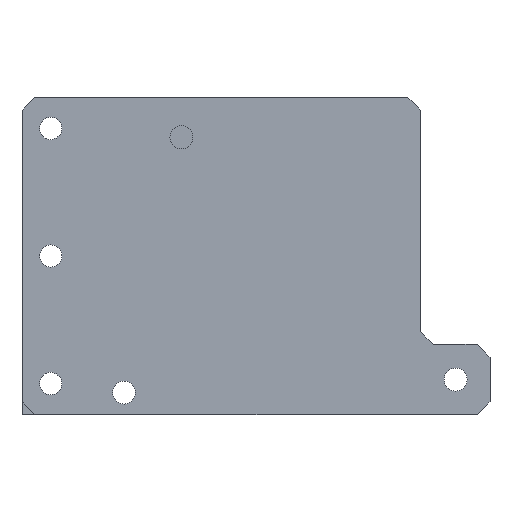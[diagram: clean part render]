
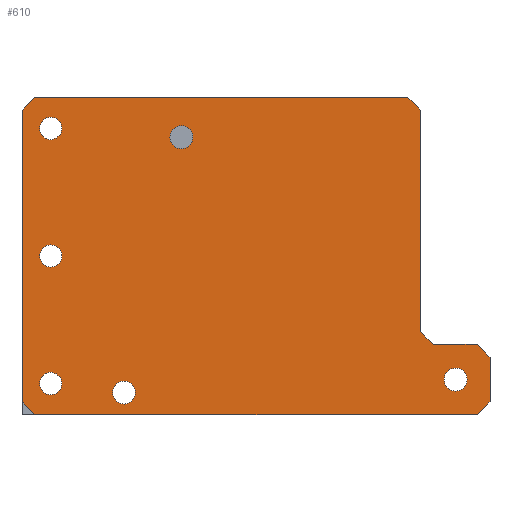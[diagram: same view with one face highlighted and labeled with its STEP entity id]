
A CAD part, left-side view. The second image highlights one B-rep face of the part: STEP entity #610.
In plain terms, the highlighted planar face has unit normal (-1, 0, 0).
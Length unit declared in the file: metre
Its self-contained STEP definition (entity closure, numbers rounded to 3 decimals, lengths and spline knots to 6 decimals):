
#610=ADVANCED_FACE('1058:31021',(#1411,#1412,#1413,#1414,#1415,#1416,#1417),#1418,.F.);
#1411=FACE_BOUND('',#2448,.T.);
#1412=FACE_BOUND('',#2449,.T.);
#1413=FACE_BOUND('',#2450,.T.);
#1414=FACE_BOUND('',#2451,.T.);
#1415=FACE_OUTER_BOUND('',#2452,.T.);
#1416=FACE_BOUND('',#2453,.T.);
#1417=FACE_BOUND('',#2454,.T.);
#1418=PLANE('',#2455);
#2448=EDGE_LOOP('',(#4715,#4716));
#2449=EDGE_LOOP('',(#4717,#4718));
#2450=EDGE_LOOP('',(#4719,#4720));
#2451=EDGE_LOOP('',(#4721,#4722));
#2452=EDGE_LOOP('',(#4723,#4724,#4725,#4726,#4727,#4728,#4729,#4730,#4731,#4732,#4733,#4734));
#2453=EDGE_LOOP('',(#4735,#4736));
#2454=EDGE_LOOP('',(#4737,#4738));
#2455=AXIS2_PLACEMENT_3D('',#4739,#4740,#4741);
#4715=ORIENTED_EDGE('',*,*,#7279,.F.);
#4716=ORIENTED_EDGE('',*,*,#7140,.F.);
#4717=ORIENTED_EDGE('',*,*,#7326,.F.);
#4718=ORIENTED_EDGE('',*,*,#7056,.F.);
#4719=ORIENTED_EDGE('',*,*,#7127,.F.);
#4720=ORIENTED_EDGE('',*,*,#7327,.F.);
#4721=ORIENTED_EDGE('',*,*,#7110,.F.);
#4722=ORIENTED_EDGE('',*,*,#7328,.F.);
#4723=ORIENTED_EDGE('',*,*,#7329,.F.);
#4724=ORIENTED_EDGE('',*,*,#7330,.T.);
#4725=ORIENTED_EDGE('',*,*,#7331,.F.);
#4726=ORIENTED_EDGE('',*,*,#7332,.F.);
#4727=ORIENTED_EDGE('',*,*,#7333,.F.);
#4728=ORIENTED_EDGE('',*,*,#7334,.F.);
#4729=ORIENTED_EDGE('',*,*,#7335,.F.);
#4730=ORIENTED_EDGE('',*,*,#7336,.F.);
#4731=ORIENTED_EDGE('',*,*,#7337,.F.);
#4732=ORIENTED_EDGE('',*,*,#7227,.T.);
#4733=ORIENTED_EDGE('',*,*,#7338,.F.);
#4734=ORIENTED_EDGE('',*,*,#7339,.T.);
#4735=ORIENTED_EDGE('',*,*,#7303,.F.);
#4736=ORIENTED_EDGE('',*,*,#7135,.F.);
#4737=ORIENTED_EDGE('',*,*,#7255,.F.);
#4738=ORIENTED_EDGE('',*,*,#7145,.F.);
#4739=CARTESIAN_POINT('',(0.111214,0.07972,0.98146));
#4740=DIRECTION('',(1.0,0.,0.));
#4741=DIRECTION('',(0.,0.0,-1.0));
#7056=EDGE_CURVE('780:10331',#8351,#8354,#8355,.F.);
#7110=EDGE_CURVE('780:10295',#8446,#8442,#8448,.F.);
#7127=EDGE_CURVE('780:10298',#8477,#8473,#8479,.F.);
#7135=EDGE_CURVE('1077:1432',#8490,#8493,#8494,.T.);
#7140=EDGE_CURVE('1077:1688',#8499,#8502,#8503,.T.);
#7145=EDGE_CURVE('1077:1829',#8508,#8511,#8512,.T.);
#7227=EDGE_CURVE('1077:151',#8639,#8636,#8640,.T.);
#7255=EDGE_CURVE('1077:1829',#8511,#8508,#8679,.T.);
#7279=EDGE_CURVE('1077:1688',#8502,#8499,#8715,.T.);
#7303=EDGE_CURVE('1077:1432',#8493,#8490,#8751,.T.);
#7326=EDGE_CURVE('780:10331',#8354,#8351,#8786,.F.);
#7327=EDGE_CURVE('780:10298',#8473,#8477,#8787,.F.);
#7328=EDGE_CURVE('780:10295',#8442,#8446,#8788,.F.);
#7329=EDGE_CURVE('1077:594',#8789,#8790,#8791,.T.);
#7330=EDGE_CURVE('1058:31279',#8789,#8792,#8793,.F.);
#7331=EDGE_CURVE('833:817',#8794,#8792,#8795,.T.);
#7332=EDGE_CURVE('833:485',#8796,#8794,#8797,.T.);
#7333=EDGE_CURVE('833:1002',#8798,#8796,#8799,.T.);
#7334=EDGE_CURVE('833:256',#8800,#8798,#8801,.T.);
#7335=EDGE_CURVE('833:1124',#8802,#8800,#8803,.T.);
#7336=EDGE_CURVE('780:10316',#8804,#8802,#8805,.T.);
#7337=EDGE_CURVE('780:10112',#8639,#8804,#8806,.T.);
#7338=EDGE_CURVE('1077:530',#8807,#8636,#8808,.T.);
#7339=EDGE_CURVE('1077:160',#8807,#8790,#8809,.T.);
#8351=VERTEX_POINT('',#10291);
#8354=VERTEX_POINT('',#10295);
#8355=CIRCLE('',#10296,0.0018);
#8442=VERTEX_POINT('',#10457);
#8446=VERTEX_POINT('',#10462);
#8448=CIRCLE('',#10465,0.0018);
#8473=VERTEX_POINT('',#10494);
#8477=VERTEX_POINT('',#10499);
#8479=CIRCLE('',#10502,0.0018);
#8490=VERTEX_POINT('',#10515);
#8493=VERTEX_POINT('',#10519);
#8494=CIRCLE('',#10520,0.00175);
#8499=VERTEX_POINT('',#10526);
#8502=VERTEX_POINT('',#10530);
#8503=CIRCLE('',#10531,0.00175);
#8508=VERTEX_POINT('',#10537);
#8511=VERTEX_POINT('',#10541);
#8512=CIRCLE('',#10542,0.00175);
#8636=VERTEX_POINT('',#10720);
#8639=VERTEX_POINT('',#10724);
#8640=LINE('',#10725,#10726);
#8679=CIRCLE('',#10783,0.00175);
#8715=CIRCLE('',#10835,0.00175);
#8751=CIRCLE('',#10887,0.00175);
#8786=CIRCLE('',#10938,0.0018);
#8787=CIRCLE('',#10939,0.0018);
#8788=CIRCLE('',#10940,0.0018);
#8789=VERTEX_POINT('',#10941);
#8790=VERTEX_POINT('',#10942);
#8791=LINE('',#10943,#10944);
#8792=VERTEX_POINT('',#10945);
#8793=LINE('',#10946,#10947);
#8794=VERTEX_POINT('',#10948);
#8795=LINE('',#10949,#10950);
#8796=VERTEX_POINT('',#10951);
#8797=LINE('',#10952,#10953);
#8798=VERTEX_POINT('',#10954);
#8799=LINE('',#10955,#10956);
#8800=VERTEX_POINT('',#10957);
#8801=LINE('',#10958,#10959);
#8802=VERTEX_POINT('',#10960);
#8803=LINE('',#10961,#10962);
#8804=VERTEX_POINT('',#10963);
#8805=LINE('',#10964,#10965);
#8806=LINE('',#10966,#10967);
#8807=VERTEX_POINT('',#10968);
#8808=LINE('',#10969,#10970);
#8809=LINE('',#10971,#10972);
#10291=CARTESIAN_POINT('',(0.111214,0.06127,0.96271));
#10295=CARTESIAN_POINT('',(0.111214,0.05767,0.96271));
#10296=AXIS2_PLACEMENT_3D('',#13181,#13182,#13183);
#10457=CARTESIAN_POINT('',(0.111214,0.109676,0.96067));
#10462=CARTESIAN_POINT('',(0.111214,0.113276,0.96067));
#10465=AXIS2_PLACEMENT_3D('',#13263,#13264,#13265);
#10494=CARTESIAN_POINT('',(0.111214,0.10067,1.00071));
#10499=CARTESIAN_POINT('',(0.111214,0.10427,1.00071));
#10502=AXIS2_PLACEMENT_3D('',#13293,#13294,#13295);
#10515=CARTESIAN_POINT('',(0.111214,0.12472,0.962085));
#10519=CARTESIAN_POINT('',(0.111214,0.12122,0.962085));
#10520=AXIS2_PLACEMENT_3D('',#13305,#13306,#13307);
#10526=CARTESIAN_POINT('',(0.111214,0.12472,0.982085));
#10530=CARTESIAN_POINT('',(0.111214,0.12122,0.982085));
#10531=AXIS2_PLACEMENT_3D('',#13313,#13314,#13315);
#10537=CARTESIAN_POINT('',(0.111214,0.12472,1.002085));
#10541=CARTESIAN_POINT('',(0.111214,0.12122,1.002085));
#10542=AXIS2_PLACEMENT_3D('',#13321,#13322,#13323);
#10720=CARTESIAN_POINT('',(0.111214,0.12547,1.00696));
#10724=CARTESIAN_POINT('',(0.111214,0.06697,1.00696));
#10725=CARTESIAN_POINT('',(0.111214,0.101345,1.00696));
#10726=VECTOR('',#13417,1.0);
#10783=AXIS2_PLACEMENT_3D('',#13445,#13446,#13447);
#10835=AXIS2_PLACEMENT_3D('',#13467,#13468,#13469);
#10887=AXIS2_PLACEMENT_3D('',#13489,#13490,#13491);
#10938=AXIS2_PLACEMENT_3D('',#13508,#13509,#13510);
#10939=AXIS2_PLACEMENT_3D('',#13511,#13512,#13513);
#10940=AXIS2_PLACEMENT_3D('',#13514,#13515,#13516);
#10941=CARTESIAN_POINT('',(0.111214,0.12547,0.95721));
#10942=CARTESIAN_POINT('',(0.111214,0.12747,0.95921));
#10943=CARTESIAN_POINT('',(0.111214,0.120595,0.952335));
#10944=VECTOR('',#13517,1.0);
#10945=CARTESIAN_POINT('',(0.111214,0.056089,0.95721));
#10946=CARTESIAN_POINT('',(0.111214,0.088345,0.95721));
#10947=VECTOR('',#13518,1.0);
#10948=CARTESIAN_POINT('',(0.111214,0.054089,0.95921));
#10949=CARTESIAN_POINT('',(0.111214,0.055434,0.957865));
#10950=VECTOR('',#13519,1.0);
#10951=CARTESIAN_POINT('',(0.111214,0.054089,0.96621));
#10952=CARTESIAN_POINT('',(0.111214,0.054089,0.96821));
#10953=VECTOR('',#13520,1.0);
#10954=CARTESIAN_POINT('',(0.111214,0.056089,0.96821));
#10955=CARTESIAN_POINT('',(0.111214,0.064809,0.97693));
#10956=VECTOR('',#13521,1.);
#10957=CARTESIAN_POINT('',(0.111214,0.06297,0.96821));
#10958=CARTESIAN_POINT('',(0.111214,0.06497,0.96821));
#10959=VECTOR('',#13522,1.0);
#10960=CARTESIAN_POINT('',(0.111214,0.06497,0.97021));
#10961=CARTESIAN_POINT('',(0.111214,0.07097,0.97621));
#10962=VECTOR('',#13523,1.0);
#10963=CARTESIAN_POINT('',(0.111214,0.06497,1.00496));
#10964=CARTESIAN_POINT('',(0.111214,0.06497,0.981085));
#10965=VECTOR('',#13524,1.0);
#10966=CARTESIAN_POINT('',(0.111214,0.063283,1.003273));
#10967=VECTOR('',#13525,1.0);
#10968=CARTESIAN_POINT('',(0.111214,0.12747,1.00496));
#10969=CARTESIAN_POINT('',(0.111214,0.120908,1.011523));
#10970=VECTOR('',#13526,1.0);
#10971=CARTESIAN_POINT('',(0.111214,0.12747,0.99721));
#10972=VECTOR('',#13527,1.0);
#13181=CARTESIAN_POINT('',(0.111214,0.05947,0.96271));
#13182=DIRECTION('',(1.0,0.,0.));
#13183=DIRECTION('',(0.,1.0,0.));
#13263=CARTESIAN_POINT('',(0.111214,0.111476,0.96067));
#13264=DIRECTION('',(1.0,0.,0.));
#13265=DIRECTION('',(0.,-1.0,0.));
#13293=CARTESIAN_POINT('',(0.111214,0.10247,1.00071));
#13294=DIRECTION('',(1.0,0.,0.));
#13295=DIRECTION('',(0.,-1.0,0.));
#13305=CARTESIAN_POINT('',(0.111214,0.12297,0.962085));
#13306=DIRECTION('',(-1.0,0.,0.));
#13307=DIRECTION('',(0.,1.0,0.0));
#13313=CARTESIAN_POINT('',(0.111214,0.12297,0.982085));
#13314=DIRECTION('',(-1.0,0.,0.));
#13315=DIRECTION('',(0.,1.0,0.0));
#13321=CARTESIAN_POINT('',(0.111214,0.12297,1.002085));
#13322=DIRECTION('',(-1.0,0.,0.));
#13323=DIRECTION('',(0.,1.0,0.0));
#13417=DIRECTION('',(0.,1.0,0.));
#13445=CARTESIAN_POINT('',(0.111214,0.12297,1.002085));
#13446=DIRECTION('',(-1.0,0.,0.));
#13447=DIRECTION('',(0.,1.0,0.0));
#13467=CARTESIAN_POINT('',(0.111214,0.12297,0.982085));
#13468=DIRECTION('',(-1.0,0.,0.));
#13469=DIRECTION('',(0.,1.0,0.0));
#13489=CARTESIAN_POINT('',(0.111214,0.12297,0.962085));
#13490=DIRECTION('',(-1.0,0.,0.));
#13491=DIRECTION('',(0.,1.0,0.0));
#13508=CARTESIAN_POINT('',(0.111214,0.05947,0.96271));
#13509=DIRECTION('',(1.0,0.,0.));
#13510=DIRECTION('',(0.,1.0,0.));
#13511=CARTESIAN_POINT('',(0.111214,0.10247,1.00071));
#13512=DIRECTION('',(1.0,0.,0.));
#13513=DIRECTION('',(0.,-1.0,0.));
#13514=CARTESIAN_POINT('',(0.111214,0.111476,0.96067));
#13515=DIRECTION('',(1.0,0.,0.));
#13516=DIRECTION('',(0.,-1.0,0.));
#13517=DIRECTION('',(0.,0.707,0.707));
#13518=DIRECTION('',(0.,1.0,0.));
#13519=DIRECTION('',(0.,0.707,-0.707));
#13520=DIRECTION('',(0.,0.0,-1.0));
#13521=DIRECTION('',(0.,-0.707,-0.707));
#13522=DIRECTION('',(0.,-1.0,0.));
#13523=DIRECTION('',(0.,-0.707,-0.707));
#13524=DIRECTION('',(0.,0.,-1.0));
#13525=DIRECTION('',(0.,-0.707,-0.707));
#13526=DIRECTION('',(0.,-0.707,0.707));
#13527=DIRECTION('',(0.,0.0,-1.0));
